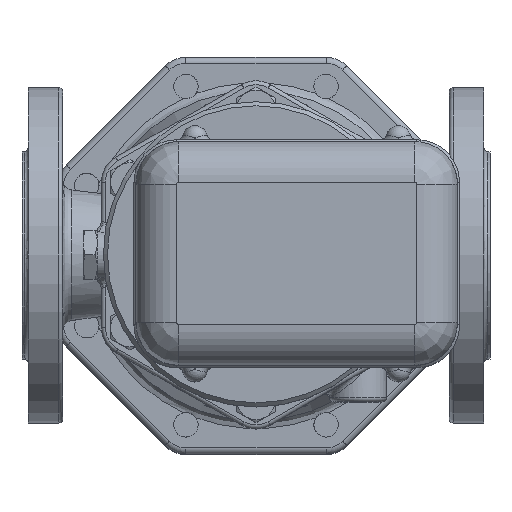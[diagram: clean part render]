
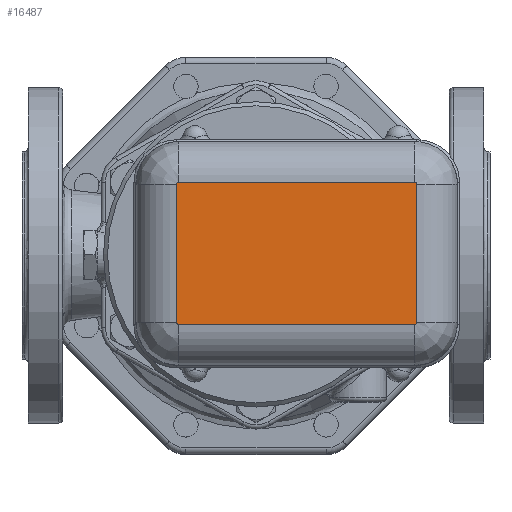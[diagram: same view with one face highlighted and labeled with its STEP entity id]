
A CAD part, top view. The second image highlights one B-rep face of the part: STEP entity #16487.
In plain terms, the highlighted planar face has unit normal (0, 0, 1).
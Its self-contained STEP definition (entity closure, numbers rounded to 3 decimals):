
#15753=CARTESIAN_POINT('',(-38.,35.,811.0));
#15754=VERTEX_POINT('',#15753);
#15771=CARTESIAN_POINT('',(-39.,34.,811.0));
#15772=VERTEX_POINT('',#15771);
#15780=CARTESIAN_POINT('',(-38.,34.,811.0));
#15781=DIRECTION('',(0.0,0.0,-1.));
#15782=DIRECTION('',(-0.707,0.707,0.0));
#15783=AXIS2_PLACEMENT_3D('',#15780,#15781,#15782);
#15784=CIRCLE('',#15783,1.);
#15785=EDGE_CURVE('',#15772,#15754,#15784,.T.);
#15916=CARTESIAN_POINT('',(-39.,-34.,811.0));
#15917=VERTEX_POINT('',#15916);
#15934=CARTESIAN_POINT('',(-38.,-35.,811.0));
#15935=VERTEX_POINT('',#15934);
#15943=CARTESIAN_POINT('',(-38.,-34.,811.0));
#15944=DIRECTION('',(0.0,0.0,-1.));
#15945=DIRECTION('',(-0.707,-0.707,0.0));
#15946=AXIS2_PLACEMENT_3D('',#15943,#15944,#15945);
#15947=CIRCLE('',#15946,1.);
#15948=EDGE_CURVE('',#15935,#15917,#15947,.T.);
#16079=CARTESIAN_POINT('',(79.0,34.,811.0));
#16080=VERTEX_POINT('',#16079);
#16097=CARTESIAN_POINT('',(78.,35.,811.0));
#16098=VERTEX_POINT('',#16097);
#16106=CARTESIAN_POINT('',(78.,34.,811.0));
#16107=DIRECTION('',(0.0,0.0,-1.0));
#16108=DIRECTION('',(0.707,0.707,0.0));
#16109=AXIS2_PLACEMENT_3D('',#16106,#16107,#16108);
#16110=CIRCLE('',#16109,1.);
#16111=EDGE_CURVE('',#16098,#16080,#16110,.T.);
#16200=CARTESIAN_POINT('',(-38.,35.,811.0));
#16201=DIRECTION('',(1.0,0.0,0.0));
#16202=VECTOR('',#16201,116.);
#16203=LINE('',#16200,#16202);
#16204=EDGE_CURVE('',#15754,#16098,#16203,.T.);
#16264=CARTESIAN_POINT('',(78.,-35.,811.0));
#16265=VERTEX_POINT('',#16264);
#16282=CARTESIAN_POINT('',(79.,-34.,811.0));
#16283=VERTEX_POINT('',#16282);
#16291=CARTESIAN_POINT('',(78.,-34.,811.0));
#16292=DIRECTION('',(0.0,0.0,-1.));
#16293=DIRECTION('',(0.707,-0.707,0.0));
#16294=AXIS2_PLACEMENT_3D('',#16291,#16292,#16293);
#16295=CIRCLE('',#16294,1.);
#16296=EDGE_CURVE('',#16283,#16265,#16295,.T.);
#16385=CARTESIAN_POINT('',(79.0,34.,811.0));
#16386=DIRECTION('',(0.0,-1.0,0.0));
#16387=VECTOR('',#16386,68.);
#16388=LINE('',#16385,#16387);
#16389=EDGE_CURVE('',#16080,#16283,#16388,.T.);
#16407=CARTESIAN_POINT('',(78.,-35.,811.0));
#16408=DIRECTION('',(-1.0,0.0,0.0));
#16409=VECTOR('',#16408,116.);
#16410=LINE('',#16407,#16409);
#16411=EDGE_CURVE('',#16265,#15935,#16410,.T.);
#16429=CARTESIAN_POINT('',(-39.,-34.,811.0));
#16430=DIRECTION('',(0.0,1.0,0.0));
#16431=VECTOR('',#16430,68.0);
#16432=LINE('',#16429,#16431);
#16433=EDGE_CURVE('',#15917,#15772,#16432,.T.);
#16472=CARTESIAN_POINT('',(20.,0.,811.0));
#16473=DIRECTION('',(0.0,0.0,1.0));
#16474=DIRECTION('',(1.0,0.0,0.0));
#16475=AXIS2_PLACEMENT_3D('',#16472,#16473,#16474);
#16476=PLANE('',#16475);
#16477=ORIENTED_EDGE('',*,*,#16296,.F.);
#16478=ORIENTED_EDGE('',*,*,#16389,.F.);
#16479=ORIENTED_EDGE('',*,*,#16111,.F.);
#16480=ORIENTED_EDGE('',*,*,#16204,.F.);
#16481=ORIENTED_EDGE('',*,*,#15785,.F.);
#16482=ORIENTED_EDGE('',*,*,#16433,.F.);
#16483=ORIENTED_EDGE('',*,*,#15948,.F.);
#16484=ORIENTED_EDGE('',*,*,#16411,.F.);
#16485=EDGE_LOOP('',(#16477,#16478,#16479,#16480,#16481,#16482,#16483,#16484));
#16486=FACE_OUTER_BOUND('',#16485,.T.);
#16487=ADVANCED_FACE('',(#16486),#16476,.T.);
